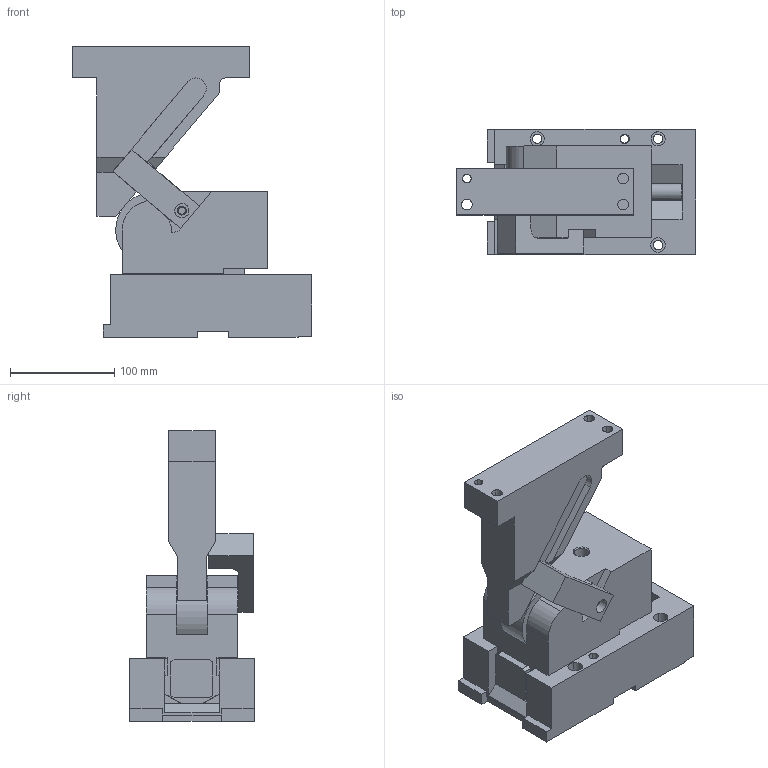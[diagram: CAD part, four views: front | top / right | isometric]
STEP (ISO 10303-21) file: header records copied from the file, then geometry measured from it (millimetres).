
FILE_DESCRIPTION(('CATIA V5 STEP Exchange'),'2;1');
FILE_NAME('CRCS_05000_50_ACCESSORIES.stp','2015-05-05T11:13:20+00:00',('none'),('none'),'CATIA Version 5 Release 20 GA (IN-10)','CATIA V5 STEP AP203','none');
FILE_SCHEMA(('CONFIG_CONTROL_DESIGN'));
Length unit declared in the file: millimetre
Products named in the file (1): CRCS_05000_50_ACCESSORIES
Assembly tree (3 placements, depth 2):
  CRCS_05000_50_ACCESSORIES
    #58
    #8742
    #9307
Bounding box: 229.59 x 120 x 279 mm (x, y, z)
Volume: 2757810.5 mm3; surface area: 310846.9 mm2
Topology: 5 solids, 32 shells, 346 faces, 800 edges, 523 vertices
Faces by surface type: plane 185, cylinder 125, cone 33, torus 3
Entity records: 10329 total; most frequent: CARTESIAN_POINT 2908, ORIENTED_EDGE 1572, DIRECTION 1238, EDGE_CURVE 786, VERTEX_POINT 523, VECTOR 479, LINE 479, AXIS2_PLACEMENT_3D 475
